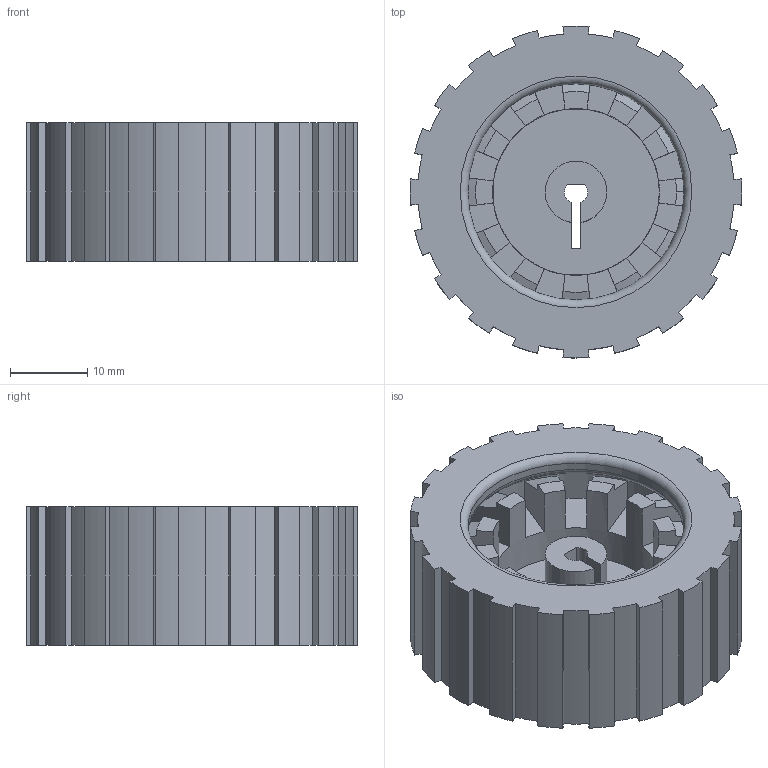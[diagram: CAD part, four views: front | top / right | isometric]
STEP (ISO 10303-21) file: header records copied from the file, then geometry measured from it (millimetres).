
FILE_DESCRIPTION(('FreeCAD Model'),'2;1');
FILE_NAME('Open CASCADE Shape Model','2025-08-20T18:48:13',('Author'),( ''),'Open CASCADE STEP processor 7.8','FreeCAD','Unknown');
FILE_SCHEMA(('AUTOMOTIVE_DESIGN { 1 0 10303 214 1 1 1 1 }'));
Length unit declared in the file: millimetre
Products named in the file (3): wheel; Rim; Tire
Assembly tree (2 placements, depth 2):
  wheel
    Rim
    Tire
Bounding box: 42.99 x 42.99 x 18 mm (x, y, z)
Volume: 14088.6 mm3; surface area: 11781.3 mm2
Topology: 2 solids, 2 shells, 226 faces, 681 edges, 461 vertices
Faces by surface type: plane 135, cylinder 61, cone 26, torus 4
Full cylindrical faces by diameter (mm): 21.6 x1, 27.2 x1, 28 x2, 35 x1, 35.4 x1
Entity records: 7839 total; most frequent: DIRECTION 1391, CARTESIAN_POINT 1374, ORIENTED_EDGE 1362, EDGE_CURVE 681, AXIS2_PLACEMENT_3D 484, VERTEX_POINT 461, LINE 423, VECTOR 423
